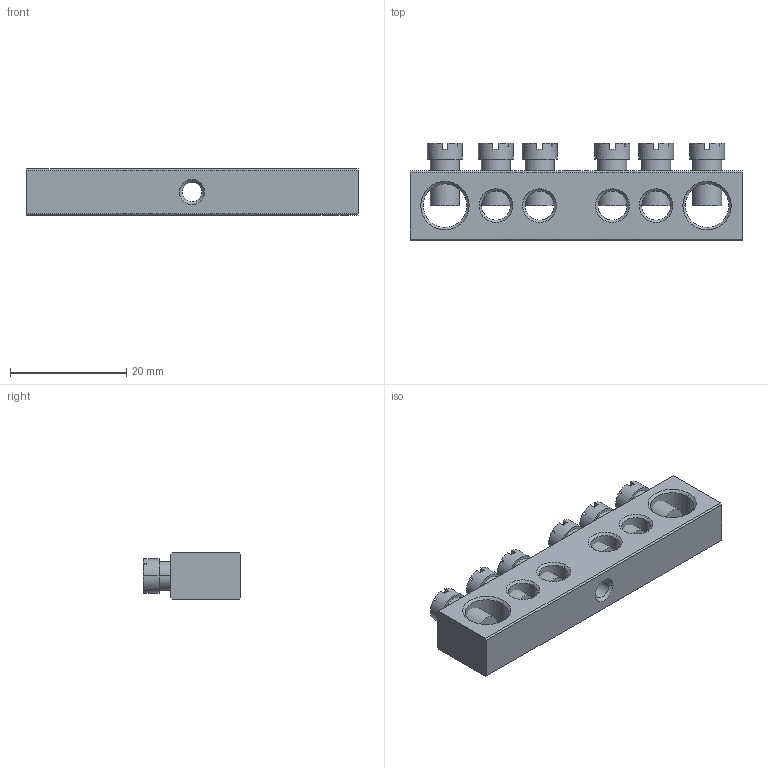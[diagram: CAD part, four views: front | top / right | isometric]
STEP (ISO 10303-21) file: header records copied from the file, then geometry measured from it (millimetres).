
FILE_DESCRIPTION (( 'STEP AP214' ), '1' );
FILE_NAME ('YNN20-06-100 Øèíà PEN çåìëÿ-íîëü 8õ12ìì 6_1 (6ãðóïïû_êðåï ïî öåíòð) ÈÝÊ.STEP', '2016-08-24T13:17:23', ( 'user' ), ( '' ), 'SwSTEP 2.0', 'SolidWorks 2014', '' );
FILE_SCHEMA (( 'AUTOMOTIVE_DESIGN' ));
Length unit declared in the file: millimetre
Products named in the file (3): YNN20-06-100 Øèíà PEN çåìëÿ-íîëü 8õ12ìì 6_1 (6ãðóïïû_êðåï ïî öåíòð) ÈÝÊ; Øèíà ÂõÍ n-1_8å12 6-1; Âèíò_Œ5
Assembly tree (7 placements, depth 2):
  YNN20-06-100 Øèíà PEN çåìëÿ-íîëü 8õ12ìì 6_1 (6ãðóïïû_êðåï ïî öåíòð) ÈÝÊ
    Øèíà ÂõÍ n-1_8å12 6-1
    Âèíò_Œ5  x6
Bounding box: 57 x 16.7 x 8 mm (x, y, z)
Volume: 5030 mm3; surface area: 4608.9 mm2
Topology: 7 solids, 7 shells, 316 faces, 830 edges, 534 vertices
Faces by surface type: plane 214, cone 52, cylinder 50
Entity records: 4196 total; most frequent: CARTESIAN_POINT 1035, DIRECTION 626, ORIENTED_EDGE 576, EDGE_CURVE 288, AXIS2_PLACEMENT_3D 242, VERTEX_POINT 179, EDGE_LOOP 145, LINE 142
